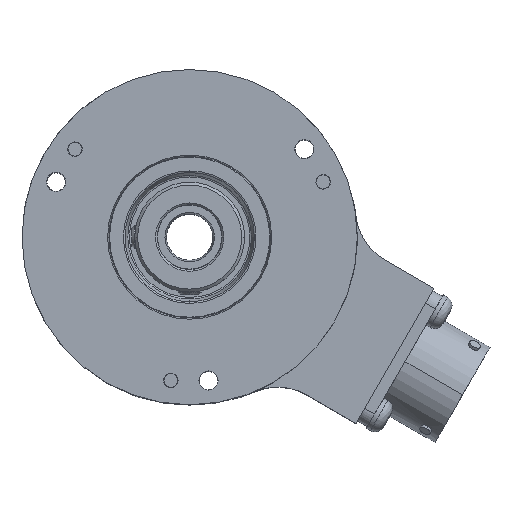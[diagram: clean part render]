
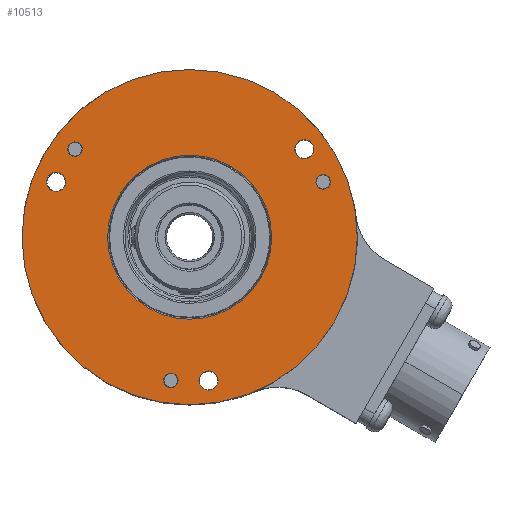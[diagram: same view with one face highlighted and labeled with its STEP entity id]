
A CAD part, top view. The second image highlights one B-rep face of the part: STEP entity #10513.
In plain terms, the highlighted planar face has unit normal (0, 0, 1).
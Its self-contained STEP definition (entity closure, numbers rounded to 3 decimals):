
#2165=CARTESIAN_POINT('',(0.,0.,18.));
#2166=DIRECTION('',(0.,0.,1.));
#2167=DIRECTION('',(1.,0.,0.));
#2168=AXIS2_PLACEMENT_3D('',#2165,#2166,#2167);
#2170=CARTESIAN_POINT('',(0.,0.,18.));
#2171=DIRECTION('',(0.,0.,1.));
#2172=DIRECTION('',(-1.,0.,0.));
#2173=AXIS2_PLACEMENT_3D('',#2170,#2171,#2172);
#2175=CARTESIAN_POINT('',(-19.834,15.219,18.));
#2176=DIRECTION('',(0.,0.,-1.));
#2177=DIRECTION('',(-0.793,0.609,0.));
#2178=AXIS2_PLACEMENT_3D('',#2175,#2176,#2177);
#2180=CARTESIAN_POINT('',(-19.834,15.219,18.));
#2181=DIRECTION('',(0.,0.,-1.));
#2182=DIRECTION('',(0.793,-0.609,0.));
#2183=AXIS2_PLACEMENT_3D('',#2180,#2181,#2182);
#2185=CARTESIAN_POINT('',(-3.263,-24.786,18.));
#2186=DIRECTION('',(0.,0.,-1.));
#2187=DIRECTION('',(-0.131,-0.991,0.));
#2188=AXIS2_PLACEMENT_3D('',#2185,#2186,#2187);
#2190=CARTESIAN_POINT('',(-3.263,-24.786,18.));
#2191=DIRECTION('',(0.,0.,-1.));
#2192=DIRECTION('',(0.131,0.991,0.));
#2193=AXIS2_PLACEMENT_3D('',#2190,#2191,#2192);
#2195=CARTESIAN_POINT('',(23.097,9.567,18.));
#2196=DIRECTION('',(0.,0.,-1.));
#2197=DIRECTION('',(0.924,0.383,0.));
#2198=AXIS2_PLACEMENT_3D('',#2195,#2196,#2197);
#2200=CARTESIAN_POINT('',(23.097,9.567,18.));
#2201=DIRECTION('',(0.,0.,-1.));
#2202=DIRECTION('',(-0.924,-0.383,0.));
#2203=AXIS2_PLACEMENT_3D('',#2200,#2201,#2202);
#2205=CARTESIAN_POINT('',(3.263,-24.786,18.));
#2206=DIRECTION('',(0.,0.,1.));
#2207=DIRECTION('',(0.,-1.,0.));
#2208=AXIS2_PLACEMENT_3D('',#2205,#2206,#2207);
#2210=CARTESIAN_POINT('',(3.263,-24.786,18.));
#2211=DIRECTION('',(0.,0.,1.));
#2212=DIRECTION('',(0.,1.,0.));
#2213=AXIS2_PLACEMENT_3D('',#2210,#2211,#2212);
#2215=CARTESIAN_POINT('',(19.834,15.219,18.));
#2216=DIRECTION('',(0.,0.,1.));
#2217=DIRECTION('',(0.,-1.,0.));
#2218=AXIS2_PLACEMENT_3D('',#2215,#2216,#2217);
#2220=CARTESIAN_POINT('',(19.834,15.219,18.));
#2221=DIRECTION('',(0.,0.,1.));
#2222=DIRECTION('',(0.,1.,0.));
#2223=AXIS2_PLACEMENT_3D('',#2220,#2221,#2222);
#2225=CARTESIAN_POINT('',(-23.097,9.567,18.));
#2226=DIRECTION('',(0.,0.,1.));
#2227=DIRECTION('',(0.,-1.,0.));
#2228=AXIS2_PLACEMENT_3D('',#2225,#2226,#2227);
#2230=CARTESIAN_POINT('',(-23.097,9.567,18.));
#2231=DIRECTION('',(0.,0.,1.));
#2232=DIRECTION('',(0.,1.,0.));
#2233=AXIS2_PLACEMENT_3D('',#2230,#2231,#2232);
#2235=CARTESIAN_POINT('',(0.,0.,18.));
#2236=DIRECTION('',(0.,0.,-1.));
#2237=DIRECTION('',(-1.,0.,0.));
#2238=AXIS2_PLACEMENT_3D('',#2235,#2236,#2237);
#2253=CARTESIAN_POINT('',(0.,0.,18.));
#2254=DIRECTION('',(0.,0.,-1.));
#2255=DIRECTION('',(1.,0.,0.));
#2256=AXIS2_PLACEMENT_3D('',#2253,#2254,#2255);
#6746=CARTESIAN_POINT('',(29.,0.,18.));
#6747=CARTESIAN_POINT('',(-29.,0.,18.));
#6748=VERTEX_POINT('',#6746);
#6749=VERTEX_POINT('',#6747);
#6750=CARTESIAN_POINT('',(-20.826,15.98,18.));
#6751=CARTESIAN_POINT('',(-18.842,14.458,18.));
#6752=VERTEX_POINT('',#6750);
#6753=VERTEX_POINT('',#6751);
#6754=CARTESIAN_POINT('',(-3.426,-26.025,18.));
#6755=CARTESIAN_POINT('',(-3.1,-23.547,18.));
#6756=VERTEX_POINT('',#6754);
#6757=VERTEX_POINT('',#6755);
#6758=CARTESIAN_POINT('',(24.252,10.045,18.));
#6759=CARTESIAN_POINT('',(21.942,9.089,18.));
#6760=VERTEX_POINT('',#6758);
#6761=VERTEX_POINT('',#6759);
#6762=CARTESIAN_POINT('',(14.188,0.,18.));
#6763=CARTESIAN_POINT('',(-14.188,0.,18.));
#6764=VERTEX_POINT('',#6762);
#6765=VERTEX_POINT('',#6763);
#6770=CARTESIAN_POINT('',(3.263,-26.436,18.));
#6771=CARTESIAN_POINT('',(3.263,-23.136,18.));
#6772=VERTEX_POINT('',#6770);
#6773=VERTEX_POINT('',#6771);
#6778=CARTESIAN_POINT('',(19.834,13.569,18.));
#6779=CARTESIAN_POINT('',(19.834,16.869,18.));
#6780=VERTEX_POINT('',#6778);
#6781=VERTEX_POINT('',#6779);
#6786=CARTESIAN_POINT('',(-23.097,7.917,18.));
#6787=CARTESIAN_POINT('',(-23.097,11.217,18.));
#6788=VERTEX_POINT('',#6786);
#6789=VERTEX_POINT('',#6787);
#10463=CARTESIAN_POINT('',(0.,0.,18.));
#10464=DIRECTION('',(0.,0.,1.));
#10465=DIRECTION('',(1.,0.,0.));
#10466=AXIS2_PLACEMENT_3D('',#10463,#10464,#10465);
#10467=PLANE('',#10466);
#10468=ORIENTED_EDGE('',*,*,#9342,.F.);
#10469=ORIENTED_EDGE('',*,*,#9297,.F.);
#10470=EDGE_LOOP('',(#10468,#10469));
#10471=FACE_OUTER_BOUND('',#10470,.F.);
#10473=ORIENTED_EDGE('',*,*,#10472,.F.);
#10475=ORIENTED_EDGE('',*,*,#10474,.F.);
#10476=EDGE_LOOP('',(#10473,#10475));
#10477=FACE_BOUND('',#10476,.F.);
#10479=ORIENTED_EDGE('',*,*,#10478,.F.);
#10481=ORIENTED_EDGE('',*,*,#10480,.F.);
#10482=EDGE_LOOP('',(#10479,#10481));
#10483=FACE_BOUND('',#10482,.F.);
#10485=ORIENTED_EDGE('',*,*,#10484,.F.);
#10487=ORIENTED_EDGE('',*,*,#10486,.F.);
#10488=EDGE_LOOP('',(#10485,#10487));
#10489=FACE_BOUND('',#10488,.F.);
#10491=ORIENTED_EDGE('',*,*,#10490,.F.);
#10493=ORIENTED_EDGE('',*,*,#10492,.F.);
#10494=EDGE_LOOP('',(#10491,#10493));
#10495=FACE_BOUND('',#10494,.F.);
#10496=ORIENTED_EDGE('',*,*,#10453,.T.);
#10498=ORIENTED_EDGE('',*,*,#10497,.T.);
#10499=EDGE_LOOP('',(#10496,#10498));
#10500=FACE_BOUND('',#10499,.F.);
#10502=ORIENTED_EDGE('',*,*,#10501,.T.);
#10504=ORIENTED_EDGE('',*,*,#10503,.T.);
#10505=EDGE_LOOP('',(#10502,#10504));
#10506=FACE_BOUND('',#10505,.F.);
#10508=ORIENTED_EDGE('',*,*,#10507,.T.);
#10510=ORIENTED_EDGE('',*,*,#10509,.T.);
#10511=EDGE_LOOP('',(#10508,#10510));
#10512=FACE_BOUND('',#10511,.F.);
#2169=CIRCLE('',#2168,29.);
#2174=CIRCLE('',#2173,29.);
#2179=CIRCLE('',#2178,1.25);
#2184=CIRCLE('',#2183,1.25);
#2189=CIRCLE('',#2188,1.25);
#2194=CIRCLE('',#2193,1.25);
#2199=CIRCLE('',#2198,1.25);
#2204=CIRCLE('',#2203,1.25);
#2209=CIRCLE('',#2208,1.65);
#2214=CIRCLE('',#2213,1.65);
#2219=CIRCLE('',#2218,1.65);
#2224=CIRCLE('',#2223,1.65);
#2229=CIRCLE('',#2228,1.65);
#2234=CIRCLE('',#2233,1.65);
#2239=CIRCLE('',#2238,14.188);
#2257=CIRCLE('',#2256,14.188);
#9297=EDGE_CURVE('',#6749,#6748,#2174,.T.);
#9342=EDGE_CURVE('',#6748,#6749,#2169,.T.);
#10453=EDGE_CURVE('',#6772,#6773,#2209,.T.);
#10472=EDGE_CURVE('',#6765,#6764,#2239,.T.);
#10474=EDGE_CURVE('',#6764,#6765,#2257,.T.);
#10478=EDGE_CURVE('',#6752,#6753,#2179,.T.);
#10480=EDGE_CURVE('',#6753,#6752,#2184,.T.);
#10484=EDGE_CURVE('',#6756,#6757,#2189,.T.);
#10486=EDGE_CURVE('',#6757,#6756,#2194,.T.);
#10490=EDGE_CURVE('',#6760,#6761,#2199,.T.);
#10492=EDGE_CURVE('',#6761,#6760,#2204,.T.);
#10497=EDGE_CURVE('',#6773,#6772,#2214,.T.);
#10501=EDGE_CURVE('',#6780,#6781,#2219,.T.);
#10503=EDGE_CURVE('',#6781,#6780,#2224,.T.);
#10507=EDGE_CURVE('',#6788,#6789,#2229,.T.);
#10509=EDGE_CURVE('',#6789,#6788,#2234,.T.);
#10513=ADVANCED_FACE('',(#10471,#10477,#10483,#10489,#10495,#10500,#10506,
#10512),#10467,.T.);
